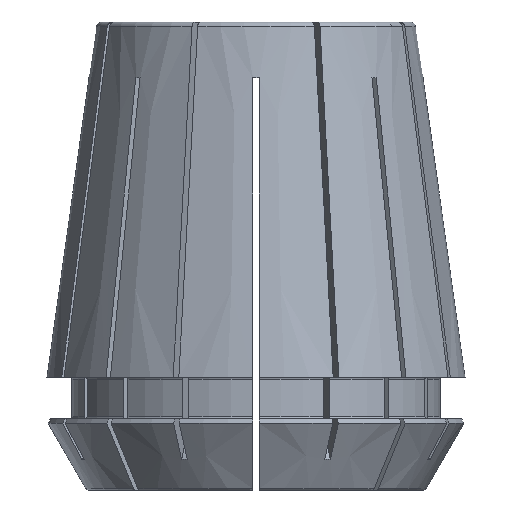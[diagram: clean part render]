
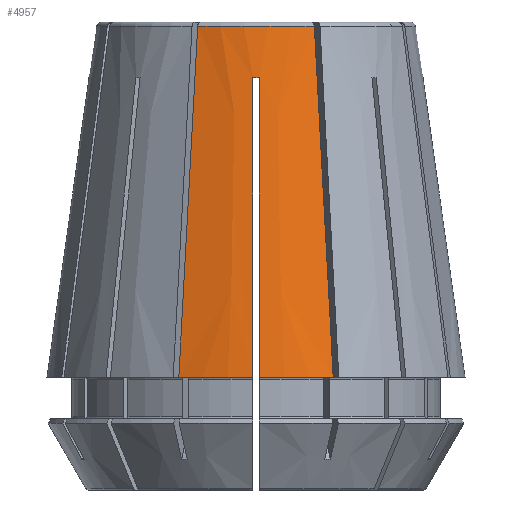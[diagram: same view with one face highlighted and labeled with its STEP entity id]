
A CAD part, left-side view. The second image highlights one B-rep face of the part: STEP entity #4957.
In plain terms, the highlighted conical face has half-angle 8 degrees and reference radius 20.55 mm.
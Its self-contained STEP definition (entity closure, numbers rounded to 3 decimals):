
#25=CONICAL_SURFACE('',#5273,20.55,0.14);
#218=CIRCLE('',#5272,20.55);
#219=CIRCLE('',#5274,16.418);
#220=CIRCLE('',#5275,20.55);
#221=CIRCLE('',#5276,15.706);
#468=B_SPLINE_CURVE_WITH_KNOTS('',3,(#7393,#7394,#7395,#7396),
 .UNSPECIFIED.,.F.,.F.,(4,4),(0.,0.035),
 .UNSPECIFIED.);
#469=B_SPLINE_CURVE_WITH_KNOTS('',3,(#7398,#7399,#7400,#7401,#7402,#7403,
#7404),.UNSPECIFIED.,.F.,.F.,(4,3,4),(0.026,0.03,
0.056),.UNSPECIFIED.);
#470=B_SPLINE_CURVE_WITH_KNOTS('',3,(#7408,#7409,#7410,#7411,#7412,#7413,
#7414),.UNSPECIFIED.,.F.,.F.,(4,3,4),(0.026,0.03,
0.056),.UNSPECIFIED.);
#471=B_SPLINE_CURVE_WITH_KNOTS('',3,(#7418,#7419,#7420,#7421),
 .UNSPECIFIED.,.F.,.F.,(4,4),(0.,0.035),
 .UNSPECIFIED.);
#787=ORIENTED_EDGE('',*,*,#2375,.F.);
#788=ORIENTED_EDGE('',*,*,#2374,.T.);
#789=ORIENTED_EDGE('',*,*,#2376,.F.);
#790=ORIENTED_EDGE('',*,*,#2377,.F.);
#791=ORIENTED_EDGE('',*,*,#2378,.T.);
#792=ORIENTED_EDGE('',*,*,#2379,.T.);
#793=ORIENTED_EDGE('',*,*,#2380,.T.);
#794=ORIENTED_EDGE('',*,*,#2381,.F.);
#2374=EDGE_CURVE('',#3158,#3159,#218,.T.);
#2375=EDGE_CURVE('',#3158,#3160,#468,.T.);
#2376=EDGE_CURVE('',#3161,#3159,#469,.T.);
#2377=EDGE_CURVE('',#3162,#3161,#219,.T.);
#2378=EDGE_CURVE('',#3162,#3163,#470,.T.);
#2379=EDGE_CURVE('',#3163,#3164,#220,.T.);
#2380=EDGE_CURVE('',#3164,#3165,#471,.T.);
#2381=EDGE_CURVE('',#3160,#3165,#221,.T.);
#3158=VERTEX_POINT('',#7388);
#3159=VERTEX_POINT('',#7390);
#3160=VERTEX_POINT('',#7397);
#3161=VERTEX_POINT('',#7405);
#3162=VERTEX_POINT('',#7407);
#3163=VERTEX_POINT('',#7415);
#3164=VERTEX_POINT('',#7417);
#3165=VERTEX_POINT('',#7422);
#4309=EDGE_LOOP('',(#787,#788,#789,#790,#791,#792,#793,#794));
#4581=FACE_BOUND('',#4309,.T.);
#4957=ADVANCED_FACE('',(#4581),#25,.T.);
#5272=AXIS2_PLACEMENT_3D('',#7391,#5893,#5894);
#5273=AXIS2_PLACEMENT_3D('',#7392,#5895,#5896);
#5274=AXIS2_PLACEMENT_3D('',#7406,#5897,#5898);
#5275=AXIS2_PLACEMENT_3D('',#7416,#5899,#5900);
#5276=AXIS2_PLACEMENT_3D('',#7423,#5901,#5902);
#5893=DIRECTION('',(0.,0.,1.));
#5894=DIRECTION('',(1.,0.,0.));
#5895=DIRECTION('',(0.,0.,-1.));
#5896=DIRECTION('',(-1.,0.,0.));
#5897=DIRECTION('',(0.,0.,-1.));
#5898=DIRECTION('',(-1.,0.,0.));
#5899=DIRECTION('',(0.,0.,1.));
#5900=DIRECTION('',(1.,0.,0.));
#5901=DIRECTION('',(0.,0.,1.));
#5902=DIRECTION('',(1.,0.,0.));
#7388=CARTESIAN_POINT('',(-19.099,7.586,11.1));
#7390=CARTESIAN_POINT('',(-20.548,0.3,11.1));
#7391=CARTESIAN_POINT('',(0.,0.,11.1));
#7392=CARTESIAN_POINT('',(0.,0.,11.1));
#7393=CARTESIAN_POINT('',(-19.099,7.586,11.1));
#7394=CARTESIAN_POINT('',(-17.606,6.968,22.59));
#7395=CARTESIAN_POINT('',(-16.114,6.35,34.08));
#7396=CARTESIAN_POINT('',(-14.622,5.732,45.57));
#7397=CARTESIAN_POINT('',(-14.622,5.732,45.57));
#7398=CARTESIAN_POINT('',(-16.415,0.3,40.5));
#7399=CARTESIAN_POINT('',(-16.576,0.3,39.356));
#7400=CARTESIAN_POINT('',(-16.737,0.3,38.213));
#7401=CARTESIAN_POINT('',(-16.898,0.3,37.069));
#7402=CARTESIAN_POINT('',(-18.114,0.3,28.413));
#7403=CARTESIAN_POINT('',(-19.331,0.3,19.756));
#7404=CARTESIAN_POINT('',(-20.548,0.3,11.1));
#7405=CARTESIAN_POINT('',(-16.415,0.3,40.5));
#7406=CARTESIAN_POINT('',(0.,0.,40.5));
#7407=CARTESIAN_POINT('',(-16.415,-0.3,40.5));
#7408=CARTESIAN_POINT('',(-16.415,-0.3,40.5));
#7409=CARTESIAN_POINT('',(-16.576,-0.3,39.356));
#7410=CARTESIAN_POINT('',(-16.737,-0.3,38.213));
#7411=CARTESIAN_POINT('',(-16.898,-0.3,37.069));
#7412=CARTESIAN_POINT('',(-18.114,-0.3,28.413));
#7413=CARTESIAN_POINT('',(-19.331,-0.3,19.756));
#7414=CARTESIAN_POINT('',(-20.548,-0.3,11.1));
#7415=CARTESIAN_POINT('',(-20.548,-0.3,11.1));
#7416=CARTESIAN_POINT('',(0.,0.,11.1));
#7417=CARTESIAN_POINT('',(-19.099,-7.586,11.1));
#7418=CARTESIAN_POINT('',(-19.099,-7.586,11.1));
#7419=CARTESIAN_POINT('',(-17.606,-6.968,22.59));
#7420=CARTESIAN_POINT('',(-16.114,-6.35,34.08));
#7421=CARTESIAN_POINT('',(-14.622,-5.732,45.57));
#7422=CARTESIAN_POINT('',(-14.622,-5.732,45.57));
#7423=CARTESIAN_POINT('',(0.,0.,45.57));
